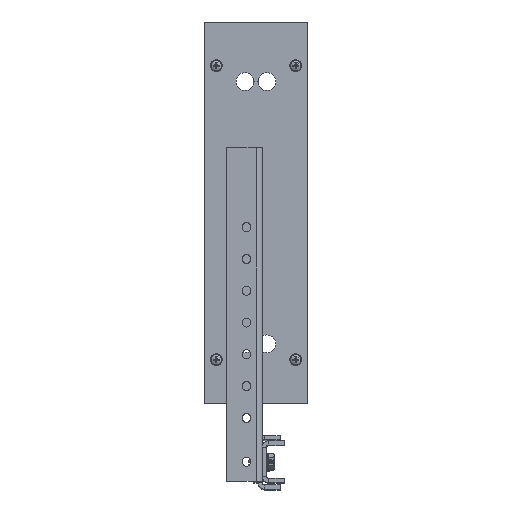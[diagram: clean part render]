
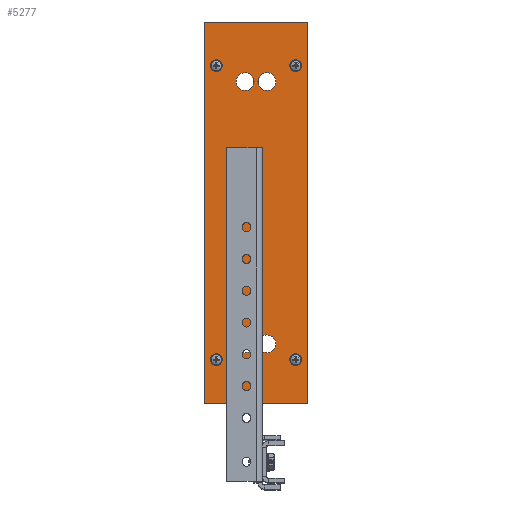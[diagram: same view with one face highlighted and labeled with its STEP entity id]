
A CAD part, top view. The second image highlights one B-rep face of the part: STEP entity #5277.
In plain terms, the highlighted planar face has unit normal (0, 0, 1).
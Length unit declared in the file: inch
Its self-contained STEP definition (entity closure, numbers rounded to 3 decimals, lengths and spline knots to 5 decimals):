
#456=LINE('',#7663,#717);
#460=LINE('',#7671,#721);
#463=LINE('',#7677,#724);
#466=LINE('',#7682,#727);
#717=VECTOR('',#6319,0.3937);
#721=VECTOR('',#6325,0.3937);
#724=VECTOR('',#6330,0.3937);
#727=VECTOR('',#6335,0.3937);
#982=PLANE('',#5749);
#1102=FACE_BOUND('',#1527,.T.);
#1103=FACE_BOUND('',#1528,.T.);
#1104=FACE_BOUND('',#1529,.T.);
#1105=FACE_BOUND('',#1530,.T.);
#1106=FACE_BOUND('',#1531,.T.);
#1107=FACE_BOUND('',#1532,.T.);
#1108=FACE_BOUND('',#1533,.T.);
#1109=FACE_BOUND('',#1534,.T.);
#1236=FACE_OUTER_BOUND('',#1526,.T.);
#1526=EDGE_LOOP('',(#3533,#3534,#3535,#3536));
#1527=EDGE_LOOP('',(#3537));
#1528=EDGE_LOOP('',(#3538));
#1529=EDGE_LOOP('',(#3539));
#1530=EDGE_LOOP('',(#3540));
#1531=EDGE_LOOP('',(#3541));
#1532=EDGE_LOOP('',(#3542));
#1533=EDGE_LOOP('',(#3543));
#1534=EDGE_LOOP('',(#3544));
#1918=CIRCLE('',#5722,0.28125);
#1920=CIRCLE('',#5725,0.28125);
#1922=CIRCLE('',#5728,0.28125);
#1924=CIRCLE('',#5731,0.28125);
#1926=CIRCLE('',#5734,0.0795);
#1928=CIRCLE('',#5737,0.0795);
#1930=CIRCLE('',#5740,0.0795);
#1932=CIRCLE('',#5743,0.0795);
#2163=VERTEX_POINT('',#7621);
#2165=VERTEX_POINT('',#7626);
#2167=VERTEX_POINT('',#7631);
#2169=VERTEX_POINT('',#7636);
#2171=VERTEX_POINT('',#7641);
#2173=VERTEX_POINT('',#7646);
#2175=VERTEX_POINT('',#7651);
#2177=VERTEX_POINT('',#7656);
#2179=VERTEX_POINT('',#7661);
#2180=VERTEX_POINT('',#7662);
#2183=VERTEX_POINT('',#7670);
#2185=VERTEX_POINT('',#7676);
#2726=EDGE_CURVE('',#2163,#2163,#1918,.T.);
#2728=EDGE_CURVE('',#2165,#2165,#1920,.T.);
#2730=EDGE_CURVE('',#2167,#2167,#1922,.T.);
#2732=EDGE_CURVE('',#2169,#2169,#1924,.T.);
#2734=EDGE_CURVE('',#2171,#2171,#1926,.T.);
#2736=EDGE_CURVE('',#2173,#2173,#1928,.T.);
#2738=EDGE_CURVE('',#2175,#2175,#1930,.T.);
#2740=EDGE_CURVE('',#2177,#2177,#1932,.T.);
#2742=EDGE_CURVE('',#2179,#2180,#456,.T.);
#2746=EDGE_CURVE('',#2180,#2183,#460,.T.);
#2749=EDGE_CURVE('',#2183,#2185,#463,.T.);
#2752=EDGE_CURVE('',#2185,#2179,#466,.T.);
#3533=ORIENTED_EDGE('',*,*,#2742,.F.);
#3534=ORIENTED_EDGE('',*,*,#2752,.F.);
#3535=ORIENTED_EDGE('',*,*,#2749,.F.);
#3536=ORIENTED_EDGE('',*,*,#2746,.F.);
#3537=ORIENTED_EDGE('',*,*,#2726,.T.);
#3538=ORIENTED_EDGE('',*,*,#2728,.T.);
#3539=ORIENTED_EDGE('',*,*,#2730,.T.);
#3540=ORIENTED_EDGE('',*,*,#2732,.T.);
#3541=ORIENTED_EDGE('',*,*,#2734,.T.);
#3542=ORIENTED_EDGE('',*,*,#2736,.T.);
#3543=ORIENTED_EDGE('',*,*,#2738,.T.);
#3544=ORIENTED_EDGE('',*,*,#2740,.T.);
#5277=ADVANCED_FACE('',(#1236,#1102,#1103,#1104,#1105,#1106,#1107,#1108,
#1109),#982,.T.);
#5722=AXIS2_PLACEMENT_3D('',#7622,#6271,#6272);
#5725=AXIS2_PLACEMENT_3D('',#7627,#6277,#6278);
#5728=AXIS2_PLACEMENT_3D('',#7632,#6283,#6284);
#5731=AXIS2_PLACEMENT_3D('',#7637,#6289,#6290);
#5734=AXIS2_PLACEMENT_3D('',#7642,#6295,#6296);
#5737=AXIS2_PLACEMENT_3D('',#7647,#6301,#6302);
#5740=AXIS2_PLACEMENT_3D('',#7652,#6307,#6308);
#5743=AXIS2_PLACEMENT_3D('',#7657,#6313,#6314);
#5749=AXIS2_PLACEMENT_3D('',#7684,#6337,#6338);
#6271=DIRECTION('center_axis',(0.,0.,-1.));
#6272=DIRECTION('ref_axis',(-1.,0.,0.));
#6277=DIRECTION('center_axis',(0.,0.,-1.));
#6278=DIRECTION('ref_axis',(-1.,0.,0.));
#6283=DIRECTION('center_axis',(0.,0.,-1.));
#6284=DIRECTION('ref_axis',(-1.,0.,0.));
#6289=DIRECTION('center_axis',(0.,0.,-1.));
#6290=DIRECTION('ref_axis',(-1.,0.,0.));
#6295=DIRECTION('center_axis',(0.,0.,-1.));
#6296=DIRECTION('ref_axis',(-1.,0.,0.));
#6301=DIRECTION('center_axis',(0.,0.,-1.));
#6302=DIRECTION('ref_axis',(-1.,0.,0.));
#6307=DIRECTION('center_axis',(0.,0.,-1.));
#6308=DIRECTION('ref_axis',(-1.,0.,0.));
#6313=DIRECTION('center_axis',(0.,0.,-1.));
#6314=DIRECTION('ref_axis',(-1.,0.,0.));
#6319=DIRECTION('',(0.,1.,0.));
#6325=DIRECTION('',(1.,0.,0.));
#6330=DIRECTION('',(0.,-1.,0.));
#6335=DIRECTION('',(-1.,0.,0.));
#6337=DIRECTION('center_axis',(0.,0.,1.));
#6338=DIRECTION('ref_axis',(1.,0.,0.));
#7621=CARTESIAN_POINT('',(0.625,-4.125,0.134));
#7622=CARTESIAN_POINT('Origin',(0.34375,-4.125,0.134));
#7626=CARTESIAN_POINT('',(-0.0625,-4.125,0.134));
#7627=CARTESIAN_POINT('Origin',(-0.34375,-4.125,0.134));
#7631=CARTESIAN_POINT('',(0.625,4.125,0.134));
#7632=CARTESIAN_POINT('Origin',(0.34375,4.125,0.134));
#7636=CARTESIAN_POINT('',(-0.0625,4.125,0.134));
#7637=CARTESIAN_POINT('Origin',(-0.34375,4.125,0.134));
#7641=CARTESIAN_POINT('',(1.3295,-4.625,0.134));
#7642=CARTESIAN_POINT('Origin',(1.25,-4.625,0.134));
#7646=CARTESIAN_POINT('',(-1.1705,-4.625,0.134));
#7647=CARTESIAN_POINT('Origin',(-1.25,-4.625,0.134));
#7651=CARTESIAN_POINT('',(1.3295,4.625,0.134));
#7652=CARTESIAN_POINT('Origin',(1.25,4.625,0.134));
#7656=CARTESIAN_POINT('',(-1.1705,4.625,0.134));
#7657=CARTESIAN_POINT('Origin',(-1.25,4.625,0.134));
#7661=CARTESIAN_POINT('',(-1.625,-6.,0.134));
#7662=CARTESIAN_POINT('',(-1.625,6.,0.134));
#7663=CARTESIAN_POINT('',(-1.625,-6.,0.134));
#7670=CARTESIAN_POINT('',(1.625,6.,0.134));
#7671=CARTESIAN_POINT('',(-1.625,6.,0.134));
#7676=CARTESIAN_POINT('',(1.625,-6.,0.134));
#7677=CARTESIAN_POINT('',(1.625,6.,0.134));
#7682=CARTESIAN_POINT('',(1.625,-6.,0.134));
#7684=CARTESIAN_POINT('Origin',(0.,0.,
0.134));
